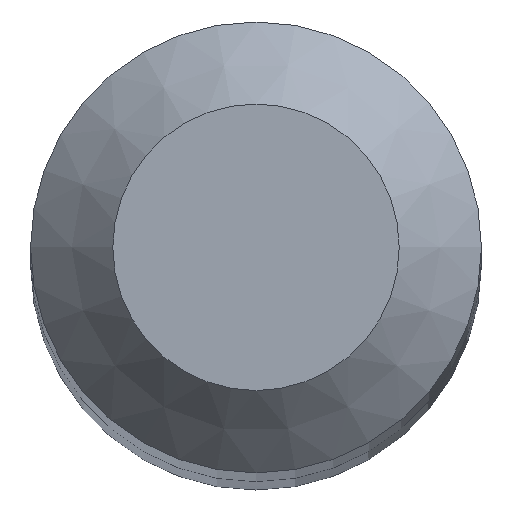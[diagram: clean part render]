
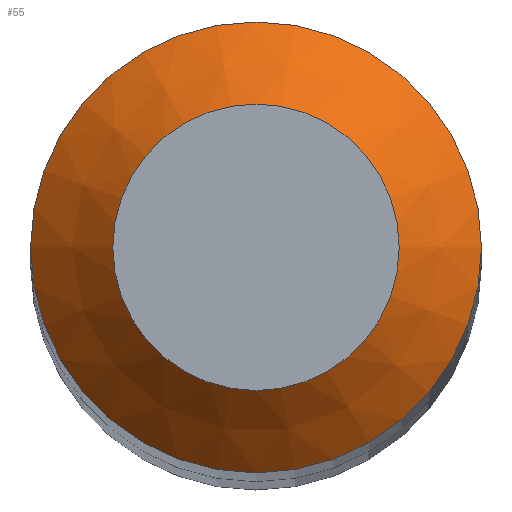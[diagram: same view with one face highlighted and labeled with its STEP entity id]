
A CAD part, top view. The second image highlights one B-rep face of the part: STEP entity #55.
In plain terms, the highlighted conical face has half-angle 45 degrees and reference radius 2.084 mm.
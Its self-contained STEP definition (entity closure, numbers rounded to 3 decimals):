
#55=ADVANCED_FACE('',(#76,#77),#66,.T.);
#66=CONICAL_SURFACE('',#206,2.084,45.);
#76=FACE_BOUND('',#95,.T.);
#77=FACE_BOUND('',#96,.T.);
#95=EDGE_LOOP('',(#115));
#96=EDGE_LOOP('',(#116));
#115=ORIENTED_EDGE('',*,*,#144,.T.);
#116=ORIENTED_EDGE('',*,*,#145,.F.);
#133=VERTEX_POINT('',#309);
#134=VERTEX_POINT('',#312);
#144=EDGE_CURVE('',#133,#133,#154,.T.);
#145=EDGE_CURVE('',#134,#134,#155,.T.);
#154=CIRCLE('',#203,1.324);
#155=CIRCLE('',#205,2.084);
#203=AXIS2_PLACEMENT_3D('',#308,#238,#239);
#205=AXIS2_PLACEMENT_3D('',#311,#242,#243);
#206=AXIS2_PLACEMENT_3D('',#313,#244,#245);
#238=DIRECTION('',(0.,0.,-1.));
#239=DIRECTION('',(1.,0.,0.));
#242=DIRECTION('',(0.,0.,-1.));
#243=DIRECTION('',(1.,0.,0.));
#244=DIRECTION('',(0.,0.,-1.));
#245=DIRECTION('',(1.,0.,0.));
#308=CARTESIAN_POINT('',(0.,0.,0.));
#309=CARTESIAN_POINT('',(1.324,0.,0.));
#311=CARTESIAN_POINT('',(0.,0.,-0.76));
#312=CARTESIAN_POINT('',(2.084,0.,-0.76));
#313=CARTESIAN_POINT('',(0.,0.,-0.76));
